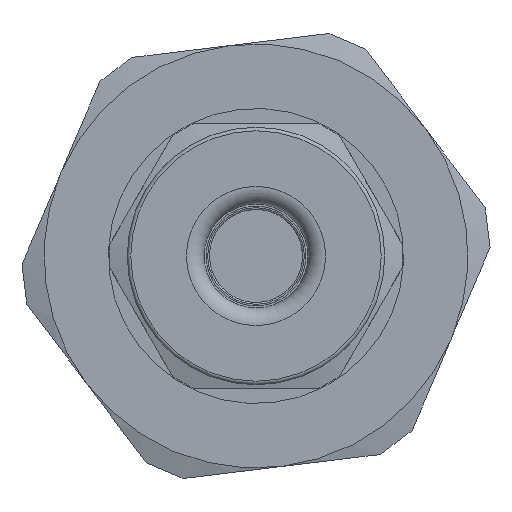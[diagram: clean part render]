
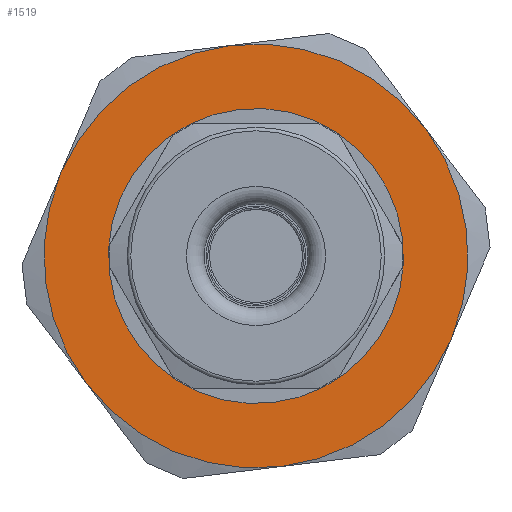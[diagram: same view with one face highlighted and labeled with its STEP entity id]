
A CAD part, left-side view. The second image highlights one B-rep face of the part: STEP entity #1519.
In plain terms, the highlighted planar face has unit normal (-1, 0, 0).
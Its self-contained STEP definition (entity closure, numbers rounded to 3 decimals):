
#225=PLANE('',#1761);
#258=FACE_BOUND('',#496,.T.);
#367=FACE_OUTER_BOUND('',#495,.T.);
#495=EDGE_LOOP('',(#1325,#1326,#1327,#1328,#1329,#1330));
#496=EDGE_LOOP('',(#1331));
#629=CIRCLE('',#1740,12.);
#630=CIRCLE('',#1742,12.);
#631=CIRCLE('',#1744,12.);
#632=CIRCLE('',#1746,12.);
#633=CIRCLE('',#1748,12.);
#639=CIRCLE('',#1760,12.);
#640=CIRCLE('',#1762,8.35);
#770=VERTEX_POINT('',#7018);
#777=VERTEX_POINT('',#7044);
#785=VERTEX_POINT('',#7071);
#791=VERTEX_POINT('',#7097);
#793=VERTEX_POINT('',#7110);
#799=VERTEX_POINT('',#7131);
#805=VERTEX_POINT('',#7183);
#986=EDGE_CURVE('',#785,#791,#629,.T.);
#987=EDGE_CURVE('',#799,#785,#630,.T.);
#988=EDGE_CURVE('',#791,#777,#631,.T.);
#989=EDGE_CURVE('',#793,#799,#632,.T.);
#990=EDGE_CURVE('',#777,#770,#633,.T.);
#996=EDGE_CURVE('',#770,#793,#639,.T.);
#997=EDGE_CURVE('',#805,#805,#640,.T.);
#1325=ORIENTED_EDGE('',*,*,#987,.F.);
#1326=ORIENTED_EDGE('',*,*,#989,.F.);
#1327=ORIENTED_EDGE('',*,*,#996,.F.);
#1328=ORIENTED_EDGE('',*,*,#990,.F.);
#1329=ORIENTED_EDGE('',*,*,#988,.F.);
#1330=ORIENTED_EDGE('',*,*,#986,.F.);
#1331=ORIENTED_EDGE('',*,*,#997,.T.);
#1519=ADVANCED_FACE('',(#367,#258),#225,.T.);
#1740=AXIS2_PLACEMENT_3D('',#7161,#2091,#2092);
#1742=AXIS2_PLACEMENT_3D('',#7163,#2095,#2096);
#1744=AXIS2_PLACEMENT_3D('',#7165,#2099,#2100);
#1746=AXIS2_PLACEMENT_3D('',#7167,#2103,#2104);
#1748=AXIS2_PLACEMENT_3D('',#7169,#2107,#2108);
#1760=AXIS2_PLACEMENT_3D('',#7181,#2131,#2132);
#1761=AXIS2_PLACEMENT_3D('',#7182,#2133,#2134);
#1762=AXIS2_PLACEMENT_3D('',#7184,#2135,#2136);
#2091=DIRECTION('center_axis',(1.,0.,0.));
#2092=DIRECTION('ref_axis',(0.,-1.,0.));
#2095=DIRECTION('center_axis',(1.,0.,0.));
#2096=DIRECTION('ref_axis',(0.,-1.,0.));
#2099=DIRECTION('center_axis',(1.,0.,0.));
#2100=DIRECTION('ref_axis',(0.,-1.,0.));
#2103=DIRECTION('center_axis',(1.,0.,0.));
#2104=DIRECTION('ref_axis',(0.,-1.,0.));
#2107=DIRECTION('center_axis',(1.,0.,0.));
#2108=DIRECTION('ref_axis',(0.,-1.,0.));
#2131=DIRECTION('center_axis',(1.,0.,0.));
#2132=DIRECTION('ref_axis',(0.,-1.,0.));
#2133=DIRECTION('center_axis',(-1.,0.,0.));
#2134=DIRECTION('ref_axis',(0.,0.,1.));
#2135=DIRECTION('center_axis',(1.,0.,0.));
#2136=DIRECTION('ref_axis',(0.,0.,-1.));
#7018=CARTESIAN_POINT('',(-27.3,-10.392,-6.));
#7044=CARTESIAN_POINT('',(-27.3,-10.392,6.));
#7071=CARTESIAN_POINT('',(-27.3,10.392,6.));
#7097=CARTESIAN_POINT('',(-27.3,0.,12.));
#7110=CARTESIAN_POINT('',(-27.3,0.,-12.));
#7131=CARTESIAN_POINT('',(-27.3,10.392,-6.));
#7161=CARTESIAN_POINT('Origin',(-27.3,0.,0.));
#7163=CARTESIAN_POINT('Origin',(-27.3,0.,0.));
#7165=CARTESIAN_POINT('Origin',(-27.3,0.,0.));
#7167=CARTESIAN_POINT('Origin',(-27.3,0.,0.));
#7169=CARTESIAN_POINT('Origin',(-27.3,0.,0.));
#7181=CARTESIAN_POINT('Origin',(-27.3,0.,0.));
#7182=CARTESIAN_POINT('Origin',(-27.3,13.25,0.));
#7183=CARTESIAN_POINT('',(-27.3,8.35,0.));
#7184=CARTESIAN_POINT('Origin',(-27.3,0.,0.));
